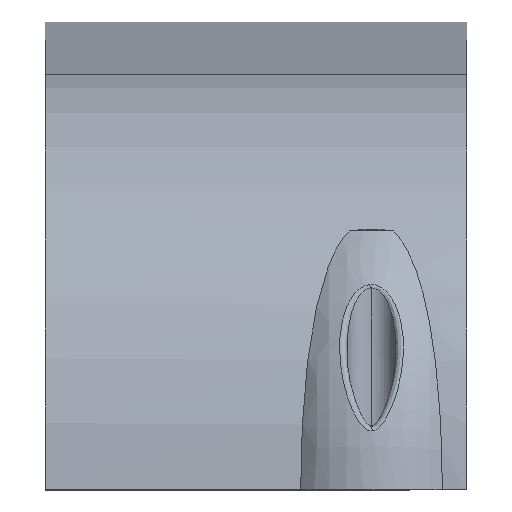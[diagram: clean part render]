
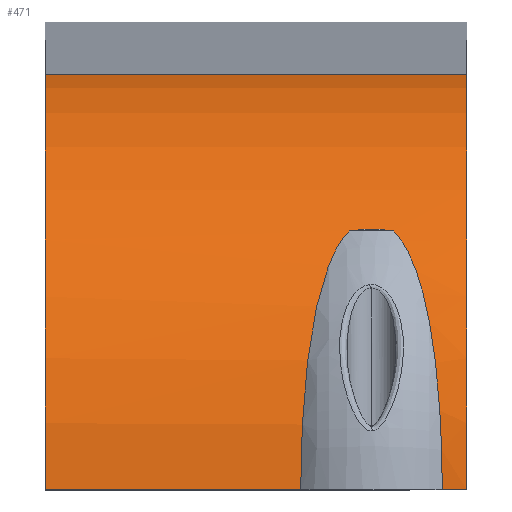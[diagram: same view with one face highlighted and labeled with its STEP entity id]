
A CAD part, top view. The second image highlights one B-rep face of the part: STEP entity #471.
In plain terms, the highlighted cylindrical face has radius 51.5 mm (diameter 103 mm), a partial arc.
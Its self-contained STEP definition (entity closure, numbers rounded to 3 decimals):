
#9 = CARTESIAN_POINT ( 'NONE',  ( 42.731, 31.752, 40.547 ) ) ;
#53 = DIRECTION ( 'NONE',  ( 1., 0., 0. ) ) ;
#69 = CARTESIAN_POINT ( 'NONE',  ( 45.037, 28.033, 43.208 ) ) ;
#83 = VECTOR ( 'NONE', #383, 1000. ) ;
#88 = CARTESIAN_POINT ( 'NONE',  ( 33.553, 23.734, 45.727 ) ) ;
#96 = CARTESIAN_POINT ( 'NONE',  ( 34.283, 26.206, 44.339 ) ) ;
#99 = CARTESIAN_POINT ( 'NONE',  ( 51.7, 0., 0. ) ) ;
#107 = ORIENTED_EDGE ( 'NONE', *, *, #1616, .T. ) ;
#128 = ORIENTED_EDGE ( 'NONE', *, *, #460, .T. ) ;
#148 = CARTESIAN_POINT ( 'NONE',  ( 0., 51.018, 7.032 ) ) ;
#153 = CARTESIAN_POINT ( 'NONE',  ( 44.509, 29.177, 42.443 ) ) ;
#171 = VERTEX_POINT ( 'NONE', #1527 ) ;
#198 = VECTOR ( 'NONE', #53, 1000. ) ;
#199 = CARTESIAN_POINT ( 'NONE',  ( 48.575, 5.856, 51.187 ) ) ;
#206 = CARTESIAN_POINT ( 'NONE',  ( 31.325, 0., 51.5 ) ) ;
#214 = CARTESIAN_POINT ( 'NONE',  ( 37.269, 31.752, 40.547 ) ) ;
#216 = CARTESIAN_POINT ( 'NONE',  ( 45.899, 25.634, 44.673 ) ) ;
#223 = CARTESIAN_POINT ( 'NONE',  ( 31.651, 10.133, 50.499 ) ) ;
#230 = CYLINDRICAL_SURFACE ( 'NONE', #1418, 51.5 ) ;
#234 = CARTESIAN_POINT ( 'NONE',  ( 31.756, 11.564, 50.19 ) ) ;
#236 = ORIENTED_EDGE ( 'NONE', *, *, #1529, .F. ) ;
#281 = CARTESIAN_POINT ( 'NONE',  ( 51.7, 0., 0. ) ) ;
#289 = LINE ( 'NONE', #832, #1222 ) ;
#290 = CARTESIAN_POINT ( 'NONE',  ( 43.546, 30.779, 41.292 ) ) ;
#292 = DIRECTION ( 'NONE',  ( 0., 0., -1. ) ) ;
#345 = CARTESIAN_POINT ( 'NONE',  ( 36.268, 30.507, 41.493 ) ) ;
#363 = CARTESIAN_POINT ( 'NONE',  ( 36.832, 31.273, 40.919 ) ) ;
#369 = ORIENTED_EDGE ( 'NONE', *, *, #704, .T. ) ;
#377 = CARTESIAN_POINT ( 'NONE',  ( 33.258, 22.461, 46.366 ) ) ;
#383 = DIRECTION ( 'NONE',  ( 1., 0., 0. ) ) ;
#418 = CARTESIAN_POINT ( 'NONE',  ( 0., 0., 0. ) ) ;
#423 = CARTESIAN_POINT ( 'NONE',  ( 51.7, 51.018, 7.032 ) ) ;
#452 = AXIS2_PLACEMENT_3D ( 'NONE', #281, #1531, #706 ) ;
#460 = EDGE_CURVE ( 'NONE', #1185, #1632, #289, .T. ) ;
#469 = CARTESIAN_POINT ( 'NONE',  ( 47.47, 18.508, 48.081 ) ) ;
#471 = ADVANCED_FACE ( 'NONE', ( #1376 ), #230, .T. ) ;
#472 = CARTESIAN_POINT ( 'NONE',  ( 48.675, 0., 51.5 ) ) ;
#484 = ORIENTED_EDGE ( 'NONE', *, *, #1518, .T. ) ;
#499 = CARTESIAN_POINT ( 'NONE',  ( 35.768, 29.708, 42.073 ) ) ;
#556 = CARTESIAN_POINT ( 'NONE',  ( 42.959, 31.52, 40.728 ) ) ;
#601 = EDGE_LOOP ( 'NONE', ( #662, #1444, #369, #1623, #107, #128, #236, #484 ) ) ;
#607 = CARTESIAN_POINT ( 'NONE',  ( 48.635, 3.662, 51.375 ) ) ;
#615 = CARTESIAN_POINT ( 'NONE',  ( 48.675, 0., 51.5 ) ) ;
#625 = CARTESIAN_POINT ( 'NONE',  ( 48.675, 0.73, 51.5 ) ) ;
#632 = CARTESIAN_POINT ( 'NONE',  ( 31.325, 2.923, 51.5 ) ) ;
#644 = DIRECTION ( 'NONE',  ( -1., 0., 0. ) ) ;
#662 = ORIENTED_EDGE ( 'NONE', *, *, #1094, .T. ) ;
#704 = EDGE_CURVE ( 'NONE', #171, #1043, #1357, .T. ) ;
#706 = DIRECTION ( 'NONE',  ( 0., 0., -1. ) ) ;
#732 = CARTESIAN_POINT ( 'NONE',  ( 48.515, 7.303, 51. ) ) ;
#751 = CARTESIAN_POINT ( 'NONE',  ( 32.533, 18.523, 48.075 ) ) ;
#783 = LINE ( 'NONE', #944, #83 ) ;
#828 = CIRCLE ( 'NONE', #452, 51.5 ) ;
#832 = CARTESIAN_POINT ( 'NONE',  ( 51.7, 0., 51.5 ) ) ;
#833 = CARTESIAN_POINT ( 'NONE',  ( 43.722, 30.521, 41.483 ) ) ;
#840 = LINE ( 'NONE', #423, #1560 ) ;
#891 = CARTESIAN_POINT ( 'NONE',  ( 36.446, 30.767, 41.301 ) ) ;
#944 = CARTESIAN_POINT ( 'NONE',  ( 51.7, 0., 51.5 ) ) ;
#959 = CARTESIAN_POINT ( 'NONE',  ( 42.731, 31.752, 40.547 ) ) ;
#960 = DIRECTION ( 'NONE',  ( 1., 0., 0. ) ) ;
#966 = AXIS2_PLACEMENT_3D ( 'NONE', #418, #960, #292 ) ;
#968 = DIRECTION ( 'NONE',  ( -1., 0., 0. ) ) ;
#995 = CARTESIAN_POINT ( 'NONE',  ( 51.7, 51.018, 7.032 ) ) ;
#1022 = CARTESIAN_POINT ( 'NONE',  ( 32.748, 19.856, 47.54 ) ) ;
#1025 = VERTEX_POINT ( 'NONE', #148 ) ;
#1043 = VERTEX_POINT ( 'NONE', #1107 ) ;
#1051 = CARTESIAN_POINT ( 'NONE',  ( 32.163, 15.8, 49.038 ) ) ;
#1063 = VERTEX_POINT ( 'NONE', #995 ) ;
#1094 = EDGE_CURVE ( 'NONE', #1025, #1167, #1253, .T. ) ;
#1107 = CARTESIAN_POINT ( 'NONE',  ( 37.269, 31.752, 40.547 ) ) ;
#1128 = LINE ( 'NONE', #1540, #198 ) ;
#1166 = CARTESIAN_POINT ( 'NONE',  ( 47.251, 19.865, 47.536 ) ) ;
#1167 = VERTEX_POINT ( 'NONE', #1550 ) ;
#1173 = CARTESIAN_POINT ( 'NONE',  ( 34.952, 28.006, 43.225 ) ) ;
#1185 = VERTEX_POINT ( 'NONE', #472 ) ;
#1186 = DIRECTION ( 'NONE',  ( 0., 0., 1. ) ) ;
#1222 = VECTOR ( 'NONE', #1725, 1000. ) ;
#1253 = CIRCLE ( 'NONE', #966, 51.5 ) ;
#1278 = CARTESIAN_POINT ( 'NONE',  ( 46.735, 22.496, 46.349 ) ) ;
#1288 = CARTESIAN_POINT ( 'NONE',  ( 48.65, 2.926, 51.422 ) ) ;
#1290 = B_SPLINE_CURVE_WITH_KNOTS ( 'NONE', 3,
 ( #9, #556, #1507, #290, #833, #1378, #153, #69, #1306, #1689, #216, #1577, #1278, #1166, #469, #1707, #1568, #732, #199, #607, #1288, #1297, #625, #615 ),
 .UNSPECIFIED., .F., .F.,
 ( 4, 2, 2, 2, 2, 2, 2, 2, 2, 2, 2, 4 ),
 ( 0., 0.001, 0.003, 0.005, 0.007, 0.009, 0.014, 0.018, 0.027, 0.031, 0.033, 0.035 ),
 .UNSPECIFIED. ) ;
#1294 = CARTESIAN_POINT ( 'NONE',  ( 34.089, 25.594, 44.695 ) ) ;
#1297 = CARTESIAN_POINT ( 'NONE',  ( 48.67, 1.461, 51.485 ) ) ;
#1303 = CARTESIAN_POINT ( 'NONE',  ( 31.605, 9.416, 50.637 ) ) ;
#1306 = CARTESIAN_POINT ( 'NONE',  ( 45.274, 27.442, 43.585 ) ) ;
#1315 = CARTESIAN_POINT ( 'NONE',  ( 32.009, 14.409, 49.465 ) ) ;
#1357 = B_SPLINE_CURVE_WITH_KNOTS ( 'NONE', 3,
 ( #206, #632, #1695, #1303, #223, #234, #1583, #1315, #1051, #751, #1022, #377, #88, #1294, #96, #1566, #1173, #1713, #499, #345, #891, #363, #1434, #214 ),
 .UNSPECIFIED., .F., .F.,
 ( 4, 2, 2, 2, 2, 2, 2, 2, 2, 2, 2, 4 ),
 ( 0.035, 0.044, 0.046, 0.049, 0.053, 0.057, 0.062, 0.064, 0.066, 0.068, 0.07, 0.071 ),
 .UNSPECIFIED. ) ;
#1376 = FACE_OUTER_BOUND ( 'NONE', #601, .T. ) ;
#1378 = CARTESIAN_POINT ( 'NONE',  ( 44.219, 29.73, 42.057 ) ) ;
#1418 = AXIS2_PLACEMENT_3D ( 'NONE', #99, #644, #1186 ) ;
#1433 = EDGE_CURVE ( 'NONE', #1167, #171, #783, .T. ) ;
#1434 = CARTESIAN_POINT ( 'NONE',  ( 37.041, 31.52, 40.729 ) ) ;
#1444 = ORIENTED_EDGE ( 'NONE', *, *, #1433, .T. ) ;
#1507 = CARTESIAN_POINT ( 'NONE',  ( 43.164, 31.278, 40.915 ) ) ;
#1518 = EDGE_CURVE ( 'NONE', #1063, #1025, #840, .T. ) ;
#1527 = CARTESIAN_POINT ( 'NONE',  ( 31.325, 0., 51.5 ) ) ;
#1529 = EDGE_CURVE ( 'NONE', #1063, #1632, #828, .T. ) ;
#1531 = DIRECTION ( 'NONE',  ( 1., 0., 0. ) ) ;
#1540 = CARTESIAN_POINT ( 'NONE',  ( 51.7, 31.752, 40.547 ) ) ;
#1550 = CARTESIAN_POINT ( 'NONE',  ( 0., 0., 51.5 ) ) ;
#1557 = CARTESIAN_POINT ( 'NONE',  ( 51.7, 0., 51.5 ) ) ;
#1560 = VECTOR ( 'NONE', #968, 1000. ) ;
#1566 = CARTESIAN_POINT ( 'NONE',  ( 34.714, 27.412, 43.604 ) ) ;
#1568 = CARTESIAN_POINT ( 'NONE',  ( 48.271, 11.597, 50.261 ) ) ;
#1577 = CARTESIAN_POINT ( 'NONE',  ( 46.437, 23.775, 45.706 ) ) ;
#1583 = CARTESIAN_POINT ( 'NONE',  ( 31.814, 12.279, 50.02 ) ) ;
#1610 = VERTEX_POINT ( 'NONE', #959 ) ;
#1616 = EDGE_CURVE ( 'NONE', #1610, #1185, #1290, .T. ) ;
#1623 = ORIENTED_EDGE ( 'NONE', *, *, #1700, .T. ) ;
#1632 = VERTEX_POINT ( 'NONE', #1557 ) ;
#1689 = CARTESIAN_POINT ( 'NONE',  ( 45.704, 26.244, 44.317 ) ) ;
#1695 = CARTESIAN_POINT ( 'NONE',  ( 31.401, 5.822, 51.253 ) ) ;
#1700 = EDGE_CURVE ( 'NONE', #1043, #1610, #1128, .T. ) ;
#1707 = CARTESIAN_POINT ( 'NONE',  ( 48.026, 14.4, 49.531 ) ) ;
#1713 = CARTESIAN_POINT ( 'NONE',  ( 35.479, 29.153, 42.46 ) ) ;
#1725 = DIRECTION ( 'NONE',  ( 1., 0., 0. ) ) ;
